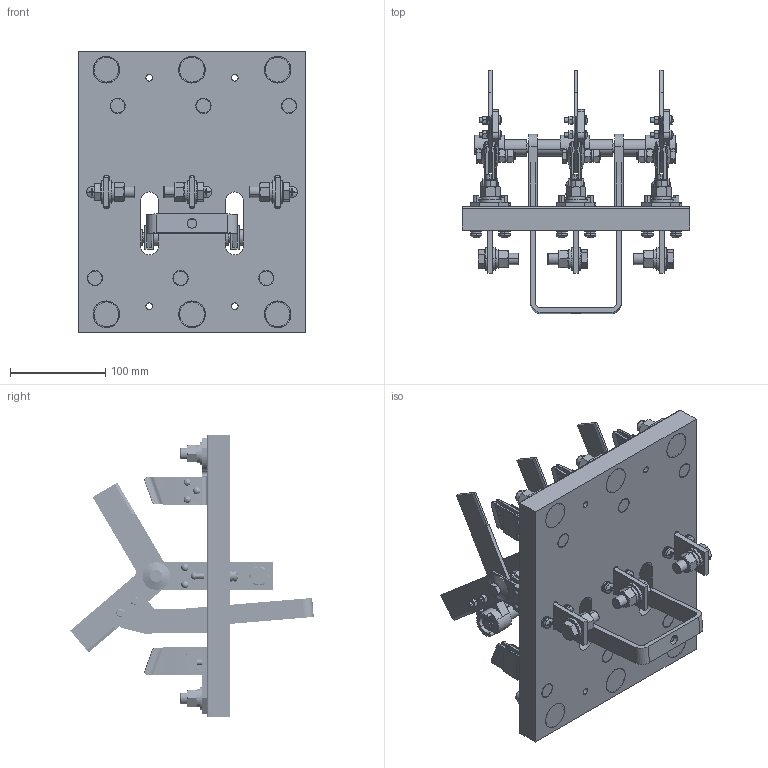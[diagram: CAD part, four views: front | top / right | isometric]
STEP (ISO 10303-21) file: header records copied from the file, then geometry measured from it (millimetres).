
FILE_DESCRIPTION (( 'STEP AP203' ), '1' );
FILE_NAME ('HS13-400.STEP', '2020-04-02T06:26:43', ( '' ), ( '' ), 'SwSTEP 2.0', 'SolidWorks 2014', '' );
FILE_SCHEMA (( 'CONFIG_CONTROL_DESIGN' ));
Length unit declared in the file: millimetre
Products named in the file (49): plain washers--product grade c gb_GB_FASTENER_WASHER_SMWC 12; hex nuts, style 1-grades ab gb_GB_FASTENER_NUT_SNAB1 M8-N; 藷沺杶; 諉揖え1_1; plain washers--product grade c gb_GB_FASTENER_WASHER_SMWC 6; round head rivets gb_GB_CONNECTING_PIECE_RIVET_PCR 4X13; hexagon head bolts-full thread gb_GB_FASTENER_BOLT_STBAB A M12X35-N; cross recessed pan head screws gb_GB_CROSS_SCREWS_TYPE1 M5X20-20  H type-N; え袨粟銅_1; hex head bolts-full thread grade c gb_GB_FASTENER_BOLT_HHBFTC M12X35-N; 6x18; 窪赽; HS13-400; spring lock washers--normal type gb_GB_FASTENER_WASHER_SW 12; 錨璃9; 諉揖え2; 薊賦啣; HS13絮え; 攫倰粟銅; e rings gb_GB_CONNECTING_PIECE_RINGS_HR 8; hex nuts, style 1-grades ab gb_GB_FASTENER_NUT_SNAB1 M12-N; 薊賦啣_1; cross recessed pan head screws gb_GB_CROSS_SCREWS_TYPE1 M6X20-20  H type-N; spring lock washers--normal type gb_GB_FASTENER_WASHER_SW 8; spring lock washers--normal type gb_GB_FASTENER_WASHER_SW 5; cross recessed pan head screws gb_GB_CROSS_SCREWS_TYPE1 M6X40-40  H type-N; hex nuts, style 1-grades ab gb_GB_FASTENER_NUT_SNAB1 M5-N; 諉揖え1; 藷沺; round head rivets gb_GB_CONNECTING_PIECE_RIVET_PCR 4X13_1; S13絮え; 揖芛2_1; 諉揖え2_1; 菁啣; 笢揖芛; 28大封口塞; 粣; spring lock washers--normal type gb_GB_FASTENER_WASHER_SW 6; え袨粟銅; hexagon head bolts-full thread gb_GB_FASTENER_BOLT_STBAB A M8X35-N ...
Assembly tree (157 placements, depth 3):
  HS13-400
    揖芛2_1  x3
      薊賦啣_1
      諉揖え2_1
      え袨粟銅_1
      round head rivets gb_GB_CONNECTING_PIECE_RIVET_PCR 4X13_1
      諉揖え1_1
    攫倰粟銅  x6
    hexagon head bolts-full thread gb_GB_FASTENER_BOLT_STBAB A M8X35-N  x3
    hex nuts, style 1-grades ab gb_GB_FASTENER_NUT_SNAB1 M8-N  x6
    spring lock washers--normal type gb_GB_FASTENER_WASHER_SW 8  x3
    hexagon head bolts-full thread gb_GB_FASTENER_BOLT_STBAB A M12X35-N  x6
    6x18  x6
      cross recessed pan head screws gb_GB_CROSS_SCREWS_TYPE1 M6X20-20  H type-N
      spring lock washers--normal type gb_GB_FASTENER_WASHER_SW 6
      plain washers--product grade c gb_GB_FASTENER_WASHER_SMWC 6
    plain washers--product grade c gb_GB_FASTENER_WASHER_SMWC 12  x6
    spring lock washers--normal type gb_GB_FASTENER_WASHER_SW 12  x6
    hex nuts, style 1-grades ab gb_GB_FASTENER_NUT_SNAB1 M12-N  x6
    16大封口塞  x6
    28大封口塞  x6
    菁啣
    揖芛2  x3
      薊賦啣
      諉揖え2
      え袨粟銅
      round head rivets gb_GB_CONNECTING_PIECE_RIVET_PCR 4X13
      諉揖え1
    笢揖芛  x3
    round head rivets gb_GB_CONNECTING_PIECE_RIVET_PCR 4X17  x9
    plain washers--product grade c gb_GB_FASTENER_WASHER_SMWC 6  x6
    spring lock washers--normal type gb_GB_FASTENER_WASHER_SW 6  x6
    cross recessed pan head screws gb_GB_CROSS_SCREWS_TYPE1 M6X40-40  H type-N  x6
    HS13絮え  x3
      S13絮え
      錨璃9
      plain washers--product grade c gb_GB_FASTENER_WASHER_SMWC 5
      spring lock washers--normal type gb_GB_FASTENER_WASHER_SW 5
      cross recessed pan head screws gb_GB_CROSS_SCREWS_TYPE1 M5X20-20  H type-N
      hex nuts, style 1-grades ab gb_GB_FASTENER_NUT_SNAB1 M5-N
    粣
    e rings gb_GB_CONNECTING_PIECE_RINGS_HR 8  x2
    藷沺杶  x2
    藷沺
    窪赽  x4
    plain washers--product grade c gb_GB_FASTENER_WASHER_SMWC 12  x6
    hex head bolts-full thread grade c gb_GB_FASTENER_BOLT_HHBFTC M12X35-N  x3
    spring lock washers--normal type gb_GB_FASTENER_WASHER_SW 12  x3
    hex nuts, style 1-grades ab gb_GB_FASTENER_NUT_SNAB1 M12-N  x3
Bounding box: 239 x 255.87 x 296 mm (x, y, z)
Volume: 2166407.5 mm3; surface area: 605897.2 mm2
Topology: 215 solids, 215 shells, 3663 faces, 8960 edges, 5827 vertices
Faces by surface type: cylinder 1520, plane 1507, cone 456, bspline 120, sphere 42, torus 18
Entity records: 39329 total; most frequent: CARTESIAN_POINT 7429, DIRECTION 5250, ORIENTED_EDGE 4752, EDGE_CURVE 2376, AXIS2_PLACEMENT_3D 2046, VERTEX_POINT 1553, VECTOR 1158, LINE 1158
